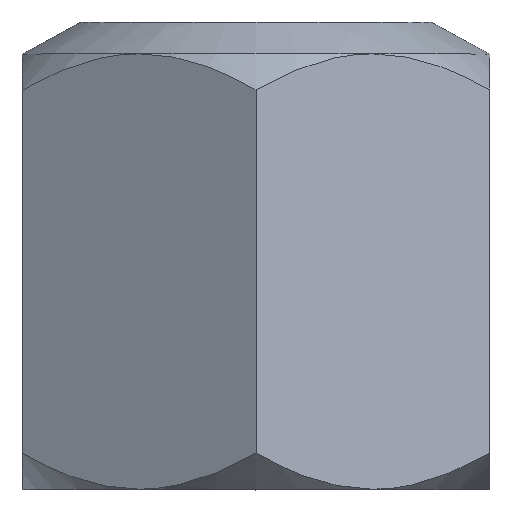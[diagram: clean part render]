
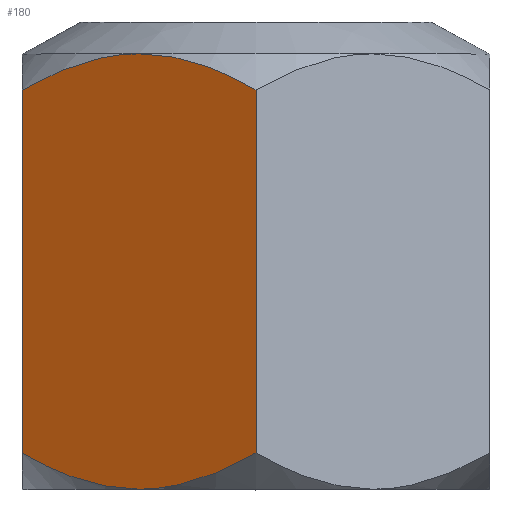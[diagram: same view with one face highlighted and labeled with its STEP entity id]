
A CAD part, top view. The second image highlights one B-rep face of the part: STEP entity #180.
In plain terms, the highlighted planar face has unit normal (-0.5, 0, 0.866).
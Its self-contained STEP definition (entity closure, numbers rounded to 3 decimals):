
#156 = VERTEX_POINT( '', #413 );
#180 = ADVANCED_FACE( '', ( #438 ), #439, .F. );
#192 = VERTEX_POINT( '', #452 );
#196 = EDGE_CURVE( '', #192, #156, #456, .T. );
#212 = EDGE_CURVE( '', #156, #312, #474, .T. );
#290 = EDGE_CURVE( '', #298, #192, #563, .T. );
#294 = EDGE_CURVE( '', #314, #298, #568, .T. );
#298 = VERTEX_POINT( '', #572 );
#312 = VERTEX_POINT( '', #588 );
#314 = VERTEX_POINT( '', #590 );
#326 = EDGE_CURVE( '', #312, #372, #604, .T. );
#340 = EDGE_CURVE( '', #314, #372, #621, .T. );
#372 = VERTEX_POINT( '', #657 );
#413 = CARTESIAN_POINT( '', ( -12., 20.508, 6.928 ) );
#438 = FACE_OUTER_BOUND( '', #755, .T. );
#439 = PLANE( '', #756 );
#452 = CARTESIAN_POINT( '', ( -12., 1.856, 6.928 ) );
#456 = LINE( '', #788, #789 );
#474 = ( B_SPLINE_CURVE( 2, ( #810, #811, #812 ), .UNSPECIFIED., .F., .F. )B_SPLINE_CURVE_WITH_KNOTS( ( 3, 3 ), ( 13.202, 23.079 ), .UNSPECIFIED. )RATIONAL_B_SPLINE_CURVE( ( 1.103, 1.09, 1. ) )BOUNDED_CURVE(  )REPRESENTATION_ITEM( '' )GEOMETRIC_REPRESENTATION_ITEM(  )CURVE(  ) );
#563 = ( B_SPLINE_CURVE( 2, ( #994, #995, #996 ), .UNSPECIFIED., .F., .F. )B_SPLINE_CURVE_WITH_KNOTS( ( 3, 3 ), ( 23.079, 32.956 ), .UNSPECIFIED. )RATIONAL_B_SPLINE_CURVE( ( 1., 1.09, 1.103 ) )BOUNDED_CURVE(  )REPRESENTATION_ITEM( '' )GEOMETRIC_REPRESENTATION_ITEM(  )CURVE(  ) );
#568 = ( B_SPLINE_CURVE( 2, ( #1009, #1010, #1011 ), .UNSPECIFIED., .F., .F. )B_SPLINE_CURVE_WITH_KNOTS( ( 3, 3 ), ( 13.202, 23.079 ), .UNSPECIFIED. )RATIONAL_B_SPLINE_CURVE( ( 1.103, 1.09, 1. ) )BOUNDED_CURVE(  )REPRESENTATION_ITEM( '' )GEOMETRIC_REPRESENTATION_ITEM(  )CURVE(  ) );
#572 = CARTESIAN_POINT( '', ( -6., 0., 10.392 ) );
#588 = CARTESIAN_POINT( '', ( -6., 22.364, 10.392 ) );
#590 = CARTESIAN_POINT( '', ( 0., 1.856, 13.856 ) );
#604 = ( B_SPLINE_CURVE( 2, ( #1089, #1090, #1091 ), .UNSPECIFIED., .F., .F. )B_SPLINE_CURVE_WITH_KNOTS( ( 3, 3 ), ( 23.079, 32.956 ), .UNSPECIFIED. )RATIONAL_B_SPLINE_CURVE( ( 1., 1.09, 1.103 ) )BOUNDED_CURVE(  )REPRESENTATION_ITEM( '' )GEOMETRIC_REPRESENTATION_ITEM(  )CURVE(  ) );
#621 = LINE( '', #1117, #1118 );
#657 = CARTESIAN_POINT( '', ( 0., 20.508, 13.856 ) );
#755 = EDGE_LOOP( '', ( #1269, #1270, #1271, #1272, #1273, #1274 ) );
#756 = AXIS2_PLACEMENT_3D( '', #1275, #1276, #1277 );
#788 = CARTESIAN_POINT( '', ( -12., 0., 6.928 ) );
#789 = VECTOR( '', #1292, 1. );
#810 = CARTESIAN_POINT( '', ( -12., 20.508, 6.928 ) );
#811 = CARTESIAN_POINT( '', ( -8.785, 22.364, 8.785 ) );
#812 = CARTESIAN_POINT( '', ( -6., 22.364, 10.392 ) );
#994 = CARTESIAN_POINT( '', ( -6., 0., 10.392 ) );
#995 = CARTESIAN_POINT( '', ( -8.785, 0., 8.785 ) );
#996 = CARTESIAN_POINT( '', ( -12., 1.856, 6.928 ) );
#1009 = CARTESIAN_POINT( '', ( 0., 1.856, 13.856 ) );
#1010 = CARTESIAN_POINT( '', ( -3.215, 0., 12. ) );
#1011 = CARTESIAN_POINT( '', ( -6., 0., 10.392 ) );
#1089 = CARTESIAN_POINT( '', ( -6., 22.364, 10.392 ) );
#1090 = CARTESIAN_POINT( '', ( -3.215, 22.364, 12. ) );
#1091 = CARTESIAN_POINT( '', ( 0., 20.508, 13.856 ) );
#1117 = CARTESIAN_POINT( '', ( 0., 0., 13.856 ) );
#1118 = VECTOR( '', #1485, 1. );
#1269 = ORIENTED_EDGE( '', *, *, #326, .F. );
#1270 = ORIENTED_EDGE( '', *, *, #212, .F. );
#1271 = ORIENTED_EDGE( '', *, *, #196, .F. );
#1272 = ORIENTED_EDGE( '', *, *, #290, .F. );
#1273 = ORIENTED_EDGE( '', *, *, #294, .F. );
#1274 = ORIENTED_EDGE( '', *, *, #340, .T. );
#1275 = CARTESIAN_POINT( '', ( -12., 0., 6.928 ) );
#1276 = DIRECTION( '', ( 0.5, 0., -0.866 ) );
#1277 = DIRECTION( '', ( -0.866, 0., -0.5 ) );
#1292 = DIRECTION( '', ( 0., 1., 0. ) );
#1485 = DIRECTION( '', ( 0., 1., 0. ) );
